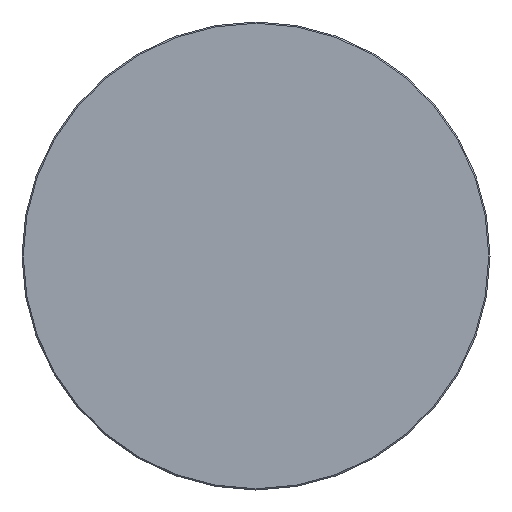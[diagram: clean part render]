
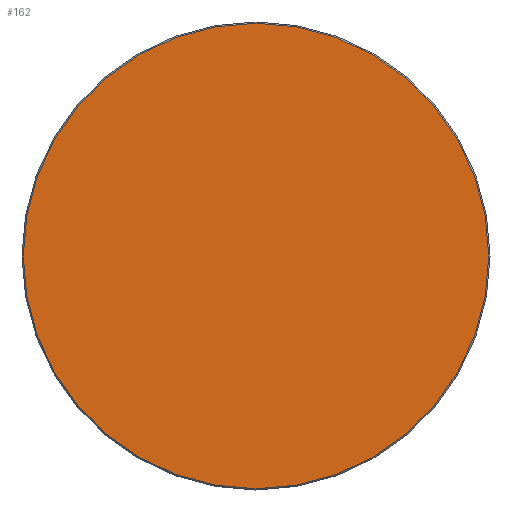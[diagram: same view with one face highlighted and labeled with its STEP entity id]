
A CAD part, left-side view. The second image highlights one B-rep face of the part: STEP entity #162.
In plain terms, the highlighted planar face has unit normal (-1, 0, 0).
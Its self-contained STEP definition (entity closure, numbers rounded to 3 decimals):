
#53 = DIRECTION ( 'NONE',  ( 0., 0., 1. ) ) ;
#61 = ORIENTED_EDGE ( 'NONE', *, *, #406, .T. ) ;
#115 = AXIS2_PLACEMENT_3D ( 'NONE', #1014, #783, #364 ) ;
#162 = ADVANCED_FACE ( 'NONE', ( #817 ), #801, .F. ) ;
#191 = CIRCLE ( 'NONE', #762, 54.7 ) ;
#194 = CARTESIAN_POINT ( 'NONE',  ( 0., 0., 0. ) ) ;
#364 = DIRECTION ( 'NONE',  ( 0., 0., 1. ) ) ;
#406 = EDGE_CURVE ( 'NONE', #844, #605, #564, .T. ) ;
#498 = DIRECTION ( 'NONE',  ( 0., 0., -1. ) ) ;
#518 = AXIS2_PLACEMENT_3D ( 'NONE', #868, #658, #498 ) ;
#564 = CIRCLE ( 'NONE', #115, 54.7 ) ;
#575 = ORIENTED_EDGE ( 'NONE', *, *, #626, .T. ) ;
#605 = VERTEX_POINT ( 'NONE', #782 ) ;
#626 = EDGE_CURVE ( 'NONE', #605, #844, #191, .T. ) ;
#658 = DIRECTION ( 'NONE',  ( 1., 0., 0. ) ) ;
#762 = AXIS2_PLACEMENT_3D ( 'NONE', #194, #1004, #53 ) ;
#782 = CARTESIAN_POINT ( 'NONE',  ( 0., 0., -54.7 ) ) ;
#783 = DIRECTION ( 'NONE',  ( -1., 0., 0. ) ) ;
#801 = PLANE ( 'NONE',  #518 ) ;
#817 = FACE_OUTER_BOUND ( 'NONE', #883, .T. ) ;
#844 = VERTEX_POINT ( 'NONE', #876 ) ;
#868 = CARTESIAN_POINT ( 'NONE',  ( 0., 0., 0. ) ) ;
#876 = CARTESIAN_POINT ( 'NONE',  ( 0., 0., 54.7 ) ) ;
#883 = EDGE_LOOP ( 'NONE', ( #575, #61 ) ) ;
#1004 = DIRECTION ( 'NONE',  ( -1., 0., 0. ) ) ;
#1014 = CARTESIAN_POINT ( 'NONE',  ( 0., 0., 0. ) ) ;
